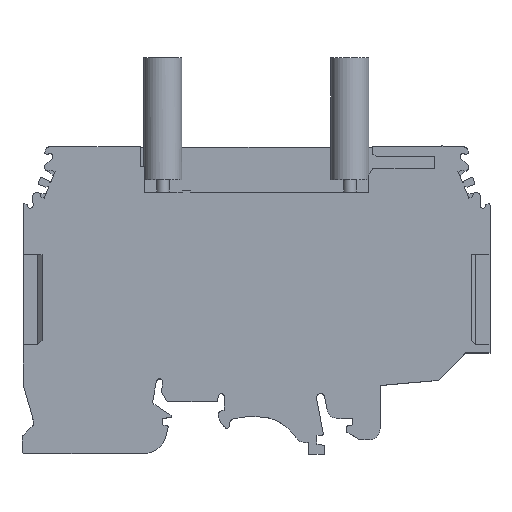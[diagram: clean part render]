
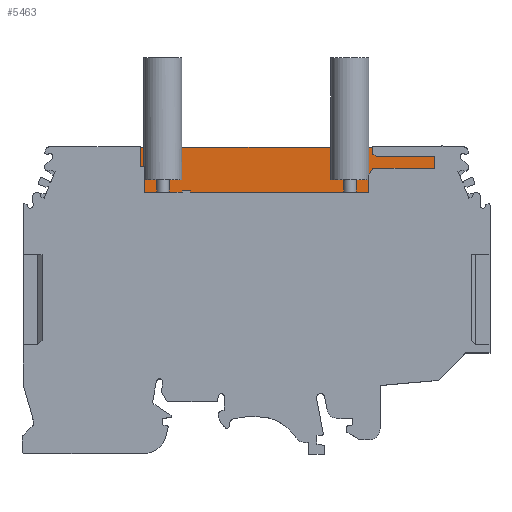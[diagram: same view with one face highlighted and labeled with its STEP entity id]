
A CAD part, top view. The second image highlights one B-rep face of the part: STEP entity #5463.
In plain terms, the highlighted planar face has unit normal (0, 0, 1).
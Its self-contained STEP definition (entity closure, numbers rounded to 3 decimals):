
#222=ORIENTED_EDGE('',*,*,#1434,.F.);
#223=ORIENTED_EDGE('',*,*,#1435,.T.);
#224=ORIENTED_EDGE('',*,*,#1436,.F.);
#225=ORIENTED_EDGE('',*,*,#1437,.T.);
#226=ORIENTED_EDGE('',*,*,#1438,.F.);
#227=ORIENTED_EDGE('',*,*,#1439,.T.);
#228=ORIENTED_EDGE('',*,*,#1440,.F.);
#229=ORIENTED_EDGE('',*,*,#1441,.F.);
#230=ORIENTED_EDGE('',*,*,#1442,.F.);
#231=ORIENTED_EDGE('',*,*,#1443,.F.);
#232=ORIENTED_EDGE('',*,*,#1444,.F.);
#233=ORIENTED_EDGE('',*,*,#1445,.T.);
#234=ORIENTED_EDGE('',*,*,#1446,.T.);
#235=ORIENTED_EDGE('',*,*,#1447,.T.);
#236=ORIENTED_EDGE('',*,*,#1448,.F.);
#237=ORIENTED_EDGE('',*,*,#1449,.F.);
#238=ORIENTED_EDGE('',*,*,#1450,.F.);
#239=ORIENTED_EDGE('',*,*,#1451,.F.);
#240=ORIENTED_EDGE('',*,*,#1452,.F.);
#241=ORIENTED_EDGE('',*,*,#1453,.F.);
#242=ORIENTED_EDGE('',*,*,#1454,.F.);
#243=ORIENTED_EDGE('',*,*,#1455,.F.);
#244=ORIENTED_EDGE('',*,*,#1456,.F.);
#245=ORIENTED_EDGE('',*,*,#1457,.F.);
#246=ORIENTED_EDGE('',*,*,#1458,.F.);
#247=ORIENTED_EDGE('',*,*,#1459,.T.);
#248=ORIENTED_EDGE('',*,*,#1460,.F.);
#249=ORIENTED_EDGE('',*,*,#1461,.F.);
#1434=EDGE_CURVE('',#2040,#2041,#2446,.T.);
#1435=EDGE_CURVE('',#2040,#2042,#2447,.F.);
#1436=EDGE_CURVE('',#2043,#2042,#2448,.T.);
#1437=EDGE_CURVE('',#2043,#2044,#2449,.T.);
#1438=EDGE_CURVE('',#2045,#2044,#2450,.T.);
#1439=EDGE_CURVE('',#2045,#2046,#2451,.T.);
#1440=EDGE_CURVE('',#2047,#2046,#2452,.T.);
#1441=EDGE_CURVE('',#2048,#2047,#2453,.T.);
#1442=EDGE_CURVE('',#2049,#2048,#2454,.T.);
#1443=EDGE_CURVE('',#2050,#2049,#2455,.T.);
#1444=EDGE_CURVE('',#2051,#2050,#2456,.T.);
#1445=EDGE_CURVE('',#2051,#2052,#2457,.T.);
#1446=EDGE_CURVE('',#2052,#2053,#2458,.T.);
#1447=EDGE_CURVE('',#2053,#2054,#2459,.T.);
#1448=EDGE_CURVE('',#2055,#2054,#2460,.T.);
#1449=EDGE_CURVE('',#2056,#2055,#2461,.T.);
#1450=EDGE_CURVE('',#2057,#2056,#2462,.T.);
#1451=EDGE_CURVE('',#2058,#2057,#2463,.T.);
#1452=EDGE_CURVE('',#2059,#2058,#2464,.T.);
#1453=EDGE_CURVE('',#2060,#2059,#2465,.T.);
#1454=EDGE_CURVE('',#2061,#2060,#2466,.T.);
#1455=EDGE_CURVE('',#2062,#2061,#2467,.T.);
#1456=EDGE_CURVE('',#2063,#2062,#2468,.T.);
#1457=EDGE_CURVE('',#2064,#2063,#2469,.T.);
#1458=EDGE_CURVE('',#2065,#2064,#2470,.T.);
#1459=EDGE_CURVE('',#2065,#2066,#2471,.T.);
#1460=EDGE_CURVE('',#2067,#2066,#2472,.T.);
#1461=EDGE_CURVE('',#2041,#2067,#2473,.T.);
#2040=VERTEX_POINT('',#7201);
#2041=VERTEX_POINT('',#7202);
#2042=VERTEX_POINT('',#7204);
#2043=VERTEX_POINT('',#7206);
#2044=VERTEX_POINT('',#7208);
#2045=VERTEX_POINT('',#7210);
#2046=VERTEX_POINT('',#7212);
#2047=VERTEX_POINT('',#7214);
#2048=VERTEX_POINT('',#7216);
#2049=VERTEX_POINT('',#7218);
#2050=VERTEX_POINT('',#7220);
#2051=VERTEX_POINT('',#7222);
#2052=VERTEX_POINT('',#7224);
#2053=VERTEX_POINT('',#7226);
#2054=VERTEX_POINT('',#7228);
#2055=VERTEX_POINT('',#7230);
#2056=VERTEX_POINT('',#7232);
#2057=VERTEX_POINT('',#7234);
#2058=VERTEX_POINT('',#7236);
#2059=VERTEX_POINT('',#7238);
#2060=VERTEX_POINT('',#7240);
#2061=VERTEX_POINT('',#7242);
#2062=VERTEX_POINT('',#7244);
#2063=VERTEX_POINT('',#7246);
#2064=VERTEX_POINT('',#7248);
#2065=VERTEX_POINT('',#7250);
#2066=VERTEX_POINT('',#7252);
#2067=VERTEX_POINT('',#7254);
#2446=LINE('',#7200,#2927);
#2447=LINE('',#7203,#2928);
#2448=LINE('',#7205,#2929);
#2449=LINE('',#7207,#2930);
#2450=LINE('',#7209,#2931);
#2451=LINE('',#7211,#2932);
#2452=LINE('',#7213,#2933);
#2453=LINE('',#7215,#2934);
#2454=LINE('',#7217,#2935);
#2455=LINE('',#7219,#2936);
#2456=LINE('',#7221,#2937);
#2457=LINE('',#7223,#2938);
#2458=LINE('',#7225,#2939);
#2459=LINE('',#7227,#2940);
#2460=LINE('',#7229,#2941);
#2461=LINE('',#7231,#2942);
#2462=LINE('',#7233,#2943);
#2463=LINE('',#7235,#2944);
#2464=LINE('',#7237,#2945);
#2465=LINE('',#7239,#2946);
#2466=LINE('',#7241,#2947);
#2467=LINE('',#7243,#2948);
#2468=LINE('',#7245,#2949);
#2469=LINE('',#7247,#2950);
#2470=LINE('',#7249,#2951);
#2471=LINE('',#7251,#2952);
#2472=LINE('',#7253,#2953);
#2473=LINE('',#7255,#2954);
#2927=VECTOR('',#6037,1000.);
#2928=VECTOR('',#6038,1000.);
#2929=VECTOR('',#6039,1000.);
#2930=VECTOR('',#6040,1000.);
#2931=VECTOR('',#6041,1000.);
#2932=VECTOR('',#6042,1000.);
#2933=VECTOR('',#6043,1000.);
#2934=VECTOR('',#6044,1000.);
#2935=VECTOR('',#6045,1000.);
#2936=VECTOR('',#6046,1000.);
#2937=VECTOR('',#6047,1000.);
#2938=VECTOR('',#6048,1000.);
#2939=VECTOR('',#6049,1000.);
#2940=VECTOR('',#6050,1000.);
#2941=VECTOR('',#6051,1000.);
#2942=VECTOR('',#6052,1000.);
#2943=VECTOR('',#6053,1000.);
#2944=VECTOR('',#6054,1000.);
#2945=VECTOR('',#6055,1000.);
#2946=VECTOR('',#6056,1000.);
#2947=VECTOR('',#6057,1000.);
#2948=VECTOR('',#6058,1000.);
#2949=VECTOR('',#6059,1000.);
#2950=VECTOR('',#6060,1000.);
#2951=VECTOR('',#6061,1000.);
#2952=VECTOR('',#6062,1000.);
#2953=VECTOR('',#6063,1000.);
#2954=VECTOR('',#6064,1000.);
#3396=EDGE_LOOP('',(#222,#223,#224,#225,#226,#227,#228,#229,#230,#231,#232,
#233,#234,#235,#236,#237,#238,#239,#240,#241,#242,#243,#244,#245,#246,#247,
#248,#249));
#3618=FACE_BOUND('',#3396,.T.);
#3840=PLANE('',#5678);
#5463=ADVANCED_FACE('',(#3618),#3840,.T.);
#5678=AXIS2_PLACEMENT_3D('',#7199,#6035,#6036);
#6035=DIRECTION('',(0.,0.,1.));
#6036=DIRECTION('',(1.,0.,0.));
#6037=DIRECTION('',(1.,0.,0.));
#6038=DIRECTION('',(0.,1.,0.));
#6039=DIRECTION('',(1.,0.,0.));
#6040=DIRECTION('',(0.,1.,0.));
#6041=DIRECTION('',(1.,0.,0.));
#6042=DIRECTION('',(0.,1.,0.));
#6043=DIRECTION('',(1.,0.,0.));
#6044=DIRECTION('',(0.,1.,0.));
#6045=DIRECTION('',(-1.,0.,0.));
#6046=DIRECTION('',(0.,1.,0.));
#6047=DIRECTION('',(-1.,0.,0.));
#6048=DIRECTION('',(0.,1.,0.));
#6049=DIRECTION('',(1.,0.,0.));
#6050=DIRECTION('',(0.,-1.,0.));
#6051=DIRECTION('',(-1.,0.,0.));
#6052=DIRECTION('',(0.,-1.,0.));
#6053=DIRECTION('',(-0.5,-0.866,0.));
#6054=DIRECTION('',(-1.,0.,0.));
#6055=DIRECTION('',(0.,-1.,0.));
#6056=DIRECTION('',(1.,0.,0.));
#6057=DIRECTION('',(0.866,-0.5,0.));
#6058=DIRECTION('',(0.,-1.,0.));
#6059=DIRECTION('',(1.,0.,0.));
#6060=DIRECTION('',(0.,1.,0.));
#6061=DIRECTION('',(1.,0.,0.));
#6062=DIRECTION('',(0.,1.,0.));
#6063=DIRECTION('',(1.,0.,0.));
#6064=DIRECTION('',(0.,1.,0.));
#7199=CARTESIAN_POINT('',(-14.374,6.696,1.));
#7200=CARTESIAN_POINT('',(-18.818,23.971,1.));
#7201=CARTESIAN_POINT('',(-16.465,23.971,1.));
#7202=CARTESIAN_POINT('',(-15.282,23.971,1.));
#7203=CARTESIAN_POINT('',(-16.465,21.621,1.));
#7204=CARTESIAN_POINT('',(-16.465,21.621,1.));
#7205=CARTESIAN_POINT('',(-14.374,21.621,1.));
#7206=CARTESIAN_POINT('',(-17.635,21.621,1.));
#7207=CARTESIAN_POINT('',(-17.635,21.621,1.));
#7208=CARTESIAN_POINT('',(-17.635,23.971,1.));
#7209=CARTESIAN_POINT('',(-18.818,23.971,1.));
#7210=CARTESIAN_POINT('',(-18.818,23.971,1.));
#7211=CARTESIAN_POINT('',(-18.818,23.971,1.));
#7212=CARTESIAN_POINT('',(-18.818,27.571,1.));
#7213=CARTESIAN_POINT('',(21.151,27.571,1.));
#7214=CARTESIAN_POINT('',(-21.149,27.571,1.));
#7215=CARTESIAN_POINT('',(-21.149,23.971,1.));
#7216=CARTESIAN_POINT('',(-21.149,23.971,1.));
#7217=CARTESIAN_POINT('',(-20.449,23.971,1.));
#7218=CARTESIAN_POINT('',(-20.449,23.971,1.));
#7219=CARTESIAN_POINT('',(-20.449,23.971,1.));
#7220=CARTESIAN_POINT('',(-20.449,19.371,1.));
#7221=CARTESIAN_POINT('',(-14.374,19.371,1.));
#7222=CARTESIAN_POINT('',(-13.55,19.371,1.));
#7223=CARTESIAN_POINT('',(-13.55,13.38,1.));
#7224=CARTESIAN_POINT('',(-13.55,19.571,1.));
#7225=CARTESIAN_POINT('',(-12.05,19.571,1.));
#7226=CARTESIAN_POINT('',(-12.05,19.571,1.));
#7227=CARTESIAN_POINT('',(-12.05,18.571,1.));
#7228=CARTESIAN_POINT('',(-12.05,19.371,1.));
#7229=CARTESIAN_POINT('',(-14.374,19.371,1.));
#7230=CARTESIAN_POINT('',(20.451,19.371,1.));
#7231=CARTESIAN_POINT('',(20.451,22.458,1.));
#7232=CARTESIAN_POINT('',(20.451,22.458,1.));
#7233=CARTESIAN_POINT('',(21.151,23.671,1.));
#7234=CARTESIAN_POINT('',(21.151,23.671,1.));
#7235=CARTESIAN_POINT('',(21.151,23.671,1.));
#7236=CARTESIAN_POINT('',(32.401,23.671,1.));
#7237=CARTESIAN_POINT('',(32.401,23.671,1.));
#7238=CARTESIAN_POINT('',(32.401,25.771,1.));
#7239=CARTESIAN_POINT('',(32.401,25.771,1.));
#7240=CARTESIAN_POINT('',(22.017,25.771,1.));
#7241=CARTESIAN_POINT('',(22.017,25.771,1.));
#7242=CARTESIAN_POINT('',(21.151,26.271,1.));
#7243=CARTESIAN_POINT('',(21.151,26.271,1.));
#7244=CARTESIAN_POINT('',(21.151,27.571,1.));
#7245=CARTESIAN_POINT('',(21.151,27.571,1.));
#7246=CARTESIAN_POINT('',(18.818,27.571,1.));
#7247=CARTESIAN_POINT('',(18.818,23.971,1.));
#7248=CARTESIAN_POINT('',(18.818,23.971,1.));
#7249=CARTESIAN_POINT('',(15.282,23.971,1.));
#7250=CARTESIAN_POINT('',(15.282,23.971,1.));
#7251=CARTESIAN_POINT('',(15.282,23.971,1.));
#7252=CARTESIAN_POINT('',(15.282,27.571,1.));
#7253=CARTESIAN_POINT('',(21.151,27.571,1.));
#7254=CARTESIAN_POINT('',(-15.282,27.571,1.));
#7255=CARTESIAN_POINT('',(-15.282,23.971,1.));
